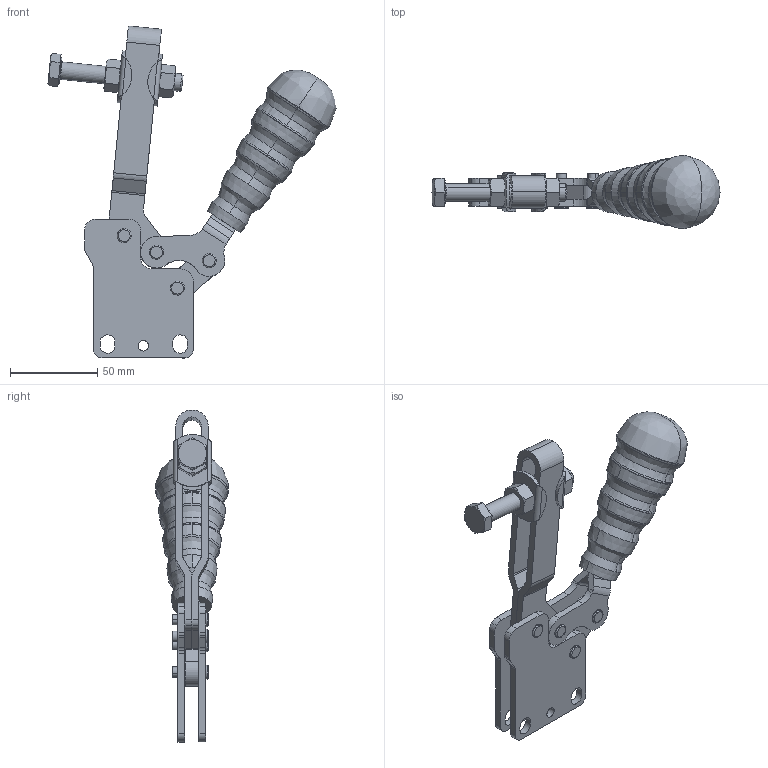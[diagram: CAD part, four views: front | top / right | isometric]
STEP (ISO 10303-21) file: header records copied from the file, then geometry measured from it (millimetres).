
FILE_DESCRIPTION((''),'2;1');
FILE_NAME('134.1-opened.stp','2005-09-27T17:29:00',('Kysilko'),(''),'Autodesk Inventor 8','Autodesk Inventor 8','');
FILE_SCHEMA(('AUTOMOTIVE_DESIGN { 1 0 10303 214 1 1 1 1 }'));
Length unit declared in the file: millimetre
Products named in the file (1): Part51
Bounding box: 164.77 x 41.84 x 189.94 mm (x, y, z)
Volume: 154054.6 mm3; surface area: 56551.9 mm2
Topology: 1 solids, 1 shells, 1092 faces, 3596 edges, 2168 vertices
Faces by surface type: plane 403, cone 356, cylinder 214, bspline 97, torus 22
Entity records: 42924 total; most frequent: CARTESIAN_POINT 12222, ORIENTED_EDGE 7172, DIRECTION 6337, EDGE_CURVE 3586, AXIS2_PLACEMENT_3D 2425, VERTEX_POINT 2168, VECTOR 1487, LINE 1487
